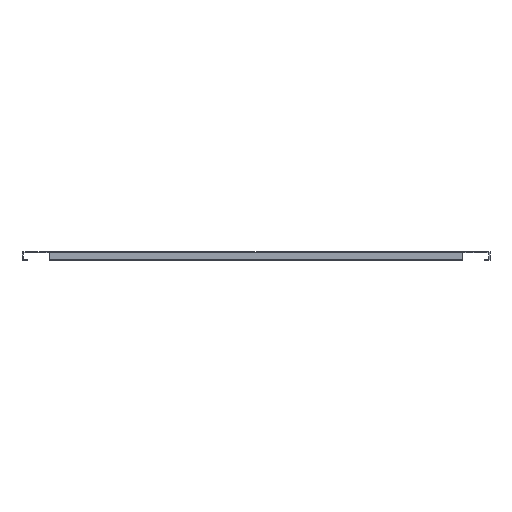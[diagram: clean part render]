
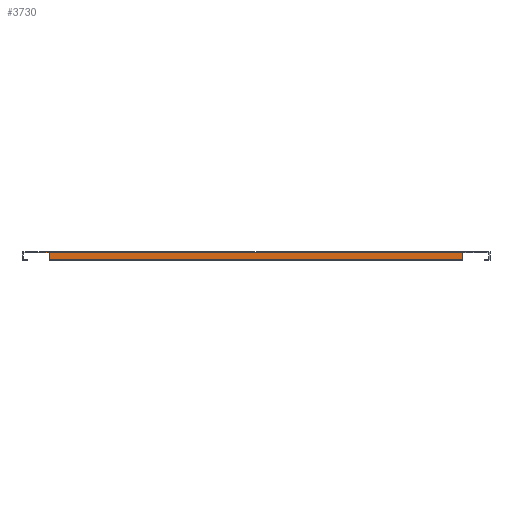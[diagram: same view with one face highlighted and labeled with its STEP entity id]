
A CAD part, front view. The second image highlights one B-rep face of the part: STEP entity #3730.
In plain terms, the highlighted planar face has unit normal (0, -1, 0).
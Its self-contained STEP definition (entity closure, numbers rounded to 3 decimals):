
#438=DIRECTION('',(1.,0.,0.));
#439=VECTOR('',#438,20.5);
#440=CARTESIAN_POINT('',(-461.5,-1045.,0.));
#441=LINE('',#440,#439);
#466=DIRECTION('',(1.,0.,0.));
#467=VECTOR('',#466,20.5);
#468=CARTESIAN_POINT('',(441.,-1045.,0.));
#469=LINE('',#468,#467);
#1495=DIRECTION('',(1.,0.,0.));
#1496=VECTOR('',#1495,923.);
#1497=CARTESIAN_POINT('',(-461.5,-1045.,2.5));
#1498=LINE('',#1497,#1496);
#1502=DIRECTION('',(0.,0.,-1.));
#1503=VECTOR('',#1502,2.5);
#1504=CARTESIAN_POINT('',(461.5,-1045.,2.5));
#1505=LINE('',#1504,#1503);
#1509=DIRECTION('',(0.,0.,-1.));
#1510=VECTOR('',#1509,15.5);
#1511=CARTESIAN_POINT('',(441.,-1045.,0.));
#1512=LINE('',#1511,#1510);
#1516=DIRECTION('',(0.,0.,1.));
#1517=VECTOR('',#1516,15.5);
#1518=CARTESIAN_POINT('',(-441.,-1045.,-15.5));
#1519=LINE('',#1518,#1517);
#1523=DIRECTION('',(0.,0.,1.));
#1524=VECTOR('',#1523,2.5);
#1525=CARTESIAN_POINT('',(-461.5,-1045.,0.));
#1526=LINE('',#1525,#1524);
#1712=DIRECTION('',(1.,0.,0.));
#1713=VECTOR('',#1712,882.);
#1714=CARTESIAN_POINT('',(-441.,-1045.,-15.5));
#1715=LINE('',#1714,#1713);
#2593=CARTESIAN_POINT('',(-461.5,-1045.,0.));
#2594=VERTEX_POINT('',#2593);
#2595=CARTESIAN_POINT('',(-441.,-1045.,0.));
#2596=VERTEX_POINT('',#2595);
#2601=CARTESIAN_POINT('',(441.,-1045.,0.));
#2602=VERTEX_POINT('',#2601);
#2603=CARTESIAN_POINT('',(461.5,-1045.,0.));
#2604=VERTEX_POINT('',#2603);
#2765=CARTESIAN_POINT('',(461.5,-1045.,2.5));
#2766=VERTEX_POINT('',#2765);
#2767=CARTESIAN_POINT('',(-461.5,-1045.,2.5));
#2768=VERTEX_POINT('',#2767);
#2829=CARTESIAN_POINT('',(441.,-1045.,-15.5));
#2830=VERTEX_POINT('',#2829);
#2831=CARTESIAN_POINT('',(-441.,-1045.,-15.5));
#2832=VERTEX_POINT('',#2831);
#3711=CARTESIAN_POINT('',(0.,-1045.,0.));
#3712=DIRECTION('',(0.,-1.,0.));
#3713=DIRECTION('',(0.,0.,-1.));
#3714=AXIS2_PLACEMENT_3D('',#3711,#3712,#3713);
#3715=PLANE('',#3714);
#3716=ORIENTED_EDGE('',*,*,#3434,.T.);
#3718=ORIENTED_EDGE('',*,*,#3717,.T.);
#3719=ORIENTED_EDGE('',*,*,#3038,.F.);
#3721=ORIENTED_EDGE('',*,*,#3720,.T.);
#3723=ORIENTED_EDGE('',*,*,#3722,.F.);
#3725=ORIENTED_EDGE('',*,*,#3724,.T.);
#3726=ORIENTED_EDGE('',*,*,#3030,.F.);
#3727=ORIENTED_EDGE('',*,*,#3704,.T.);
#3728=EDGE_LOOP('',(#3716,#3718,#3719,#3721,#3723,#3725,#3726,#3727));
#3729=FACE_OUTER_BOUND('',#3728,.F.);
#3030=EDGE_CURVE('',#2594,#2596,#441,.T.);
#3038=EDGE_CURVE('',#2602,#2604,#469,.T.);
#3434=EDGE_CURVE('',#2768,#2766,#1498,.T.);
#3704=EDGE_CURVE('',#2594,#2768,#1526,.T.);
#3717=EDGE_CURVE('',#2766,#2604,#1505,.T.);
#3720=EDGE_CURVE('',#2602,#2830,#1512,.T.);
#3722=EDGE_CURVE('',#2832,#2830,#1715,.T.);
#3724=EDGE_CURVE('',#2832,#2596,#1519,.T.);
#3730=ADVANCED_FACE('',(#3729),#3715,.T.);
